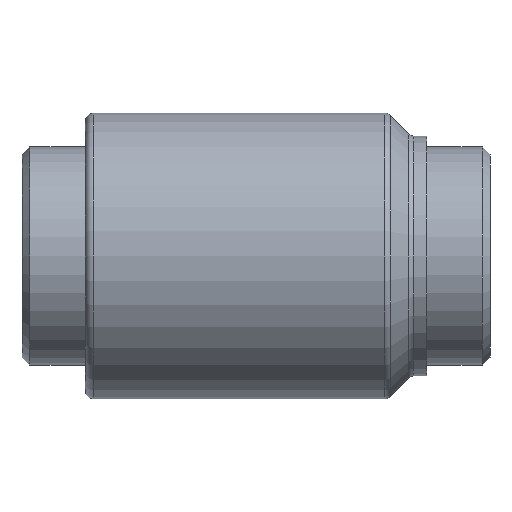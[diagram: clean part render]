
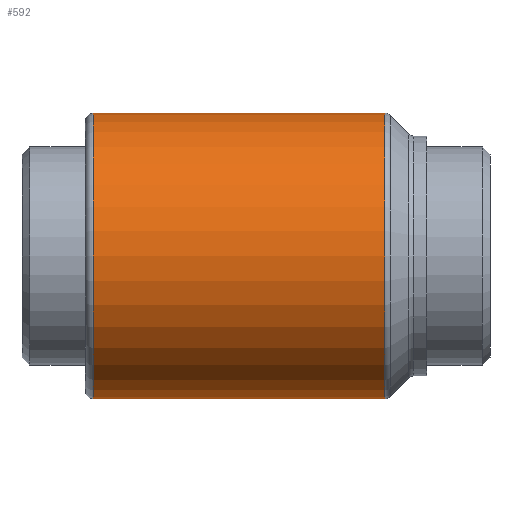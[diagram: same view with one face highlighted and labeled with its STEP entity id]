
A CAD part, front view. The second image highlights one B-rep face of the part: STEP entity #592.
In plain terms, the highlighted cylindrical face has radius 36 mm (diameter 72 mm), a full revolution.
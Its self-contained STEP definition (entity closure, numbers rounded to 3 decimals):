
#93=B_SPLINE_CURVE_WITH_KNOTS('',3,(#963,#964,#965,#966,#967,#968,#969,
#970,#971,#972,#973,#974,#975,#976,#977,#978,#979,#980,#981,#982,#983,#984,
#985,#986,#987,#988,#989,#990,#991,#992,#993,#994,#995,#996,#997,#998,#999,
#1000,#1001,#1002,#1003,#1004,#1005,#1006,#1007,#1008,#1009,#1010,#1011,
#1012,#1013,#1014,#1015,#1016,#1017,#1018,#1019,#1020,#1021,#1022,#1023,
#1024,#1025,#1026,#1027,#1028),.UNSPECIFIED.,.T.,.F.,(4,2,2,2,2,2,2,2,2,
2,2,2,2,2,2,2,2,2,2,2,2,2,2,2,2,2,2,2,2,2,2,2,4),(0.,0.459,
0.919,1.378,1.838,2.293,2.748,
3.203,3.658,4.113,4.568,5.023,
5.478,5.938,6.397,6.856,7.316,
7.775,8.235,8.694,9.154,9.609,
10.064,10.519,10.974,11.429,11.884,
12.339,12.794,13.253,13.713,14.172,
14.632),.UNSPECIFIED.);
#95=CYLINDRICAL_SURFACE('',#645,36.);
#121=FACE_BOUND('',#194,.T.);
#122=FACE_BOUND('',#195,.T.);
#143=FACE_OUTER_BOUND('',#193,.T.);
#193=EDGE_LOOP('',(#437));
#194=EDGE_LOOP('',(#438));
#195=EDGE_LOOP('',(#439));
#257=CIRCLE('',#644,36.);
#258=CIRCLE('',#646,36.);
#303=VERTEX_POINT('',#957);
#304=VERTEX_POINT('',#960);
#305=VERTEX_POINT('',#962);
#356=EDGE_CURVE('',#303,#303,#257,.T.);
#357=EDGE_CURVE('',#304,#304,#258,.T.);
#358=EDGE_CURVE('',#305,#305,#93,.T.);
#437=ORIENTED_EDGE('',*,*,#357,.F.);
#438=ORIENTED_EDGE('',*,*,#358,.T.);
#439=ORIENTED_EDGE('',*,*,#356,.F.);
#592=ADVANCED_FACE('',(#143,#121,#122),#95,.T.);
#644=AXIS2_PLACEMENT_3D('',#958,#746,#747);
#645=AXIS2_PLACEMENT_3D('',#959,#748,#749);
#646=AXIS2_PLACEMENT_3D('',#961,#750,#751);
#746=DIRECTION('center_axis',(1.,0.,0.));
#747=DIRECTION('ref_axis',(0.,-1.,0.));
#748=DIRECTION('center_axis',(1.,0.,0.));
#749=DIRECTION('ref_axis',(0.,1.,0.));
#750=DIRECTION('center_axis',(-1.,0.,0.));
#751=DIRECTION('ref_axis',(0.,-1.,0.));
#957=CARTESIAN_POINT('',(32.443,36.,0.));
#958=CARTESIAN_POINT('Origin',(32.443,0.,0.));
#959=CARTESIAN_POINT('Origin',(-4.875,0.,0.));
#960=CARTESIAN_POINT('',(-41.052,36.,0.));
#961=CARTESIAN_POINT('Origin',(-41.052,0.,0.));
#962=CARTESIAN_POINT('',(0.,27.382,-23.371));
#963=CARTESIAN_POINT('Ctrl Pts',(0.,27.382,
-23.371));
#964=CARTESIAN_POINT('Ctrl Pts',(1.531,27.382,-23.371));
#965=CARTESIAN_POINT('Ctrl Pts',(3.089,27.515,-23.219));
#966=CARTESIAN_POINT('Ctrl Pts',(6.148,28.023,-22.602));
#967=CARTESIAN_POINT('Ctrl Pts',(7.649,28.398,-22.138));
#968=CARTESIAN_POINT('Ctrl Pts',(10.503,29.296,-20.936));
#969=CARTESIAN_POINT('Ctrl Pts',(11.859,29.819,-20.196));
#970=CARTESIAN_POINT('Ctrl Pts',(14.362,30.899,-18.5));
#971=CARTESIAN_POINT('Ctrl Pts',(15.509,31.457,-17.543));
#972=CARTESIAN_POINT('Ctrl Pts',(17.533,32.503,-15.519));
#973=CARTESIAN_POINT('Ctrl Pts',(18.488,33.032,-14.377));
#974=CARTESIAN_POINT('Ctrl Pts',(20.188,34.012,-11.873));
#975=CARTESIAN_POINT('Ctrl Pts',(20.932,34.463,-10.51));
#976=CARTESIAN_POINT('Ctrl Pts',(22.141,35.211,-7.642));
#977=CARTESIAN_POINT('Ctrl Pts',(22.606,35.507,-6.134));
#978=CARTESIAN_POINT('Ctrl Pts',(23.221,35.902,-3.071));
#979=CARTESIAN_POINT('Ctrl Pts',(23.371,36.,-1.517));
#980=CARTESIAN_POINT('Ctrl Pts',(23.371,36.,1.517));
#981=CARTESIAN_POINT('Ctrl Pts',(23.221,35.902,3.071));
#982=CARTESIAN_POINT('Ctrl Pts',(22.606,35.507,6.134));
#983=CARTESIAN_POINT('Ctrl Pts',(22.141,35.211,7.642));
#984=CARTESIAN_POINT('Ctrl Pts',(20.932,34.463,10.51));
#985=CARTESIAN_POINT('Ctrl Pts',(20.188,34.012,11.873));
#986=CARTESIAN_POINT('Ctrl Pts',(18.488,33.032,14.377));
#987=CARTESIAN_POINT('Ctrl Pts',(17.533,32.503,15.519));
#988=CARTESIAN_POINT('Ctrl Pts',(15.509,31.457,17.543));
#989=CARTESIAN_POINT('Ctrl Pts',(14.362,30.899,18.5));
#990=CARTESIAN_POINT('Ctrl Pts',(11.859,29.819,20.196));
#991=CARTESIAN_POINT('Ctrl Pts',(10.503,29.296,20.936));
#992=CARTESIAN_POINT('Ctrl Pts',(7.649,28.398,22.138));
#993=CARTESIAN_POINT('Ctrl Pts',(6.148,28.023,22.602));
#994=CARTESIAN_POINT('Ctrl Pts',(3.089,27.515,23.219));
#995=CARTESIAN_POINT('Ctrl Pts',(1.531,27.382,23.371));
#996=CARTESIAN_POINT('Ctrl Pts',(-1.531,27.382,23.371));
#997=CARTESIAN_POINT('Ctrl Pts',(-3.089,27.515,23.219));
#998=CARTESIAN_POINT('Ctrl Pts',(-6.148,28.023,22.602));
#999=CARTESIAN_POINT('Ctrl Pts',(-7.649,28.398,22.138));
#1000=CARTESIAN_POINT('Ctrl Pts',(-10.503,29.296,20.936));
#1001=CARTESIAN_POINT('Ctrl Pts',(-11.859,29.819,20.196));
#1002=CARTESIAN_POINT('Ctrl Pts',(-14.362,30.899,18.5));
#1003=CARTESIAN_POINT('Ctrl Pts',(-15.509,31.457,17.543));
#1004=CARTESIAN_POINT('Ctrl Pts',(-17.533,32.503,15.519));
#1005=CARTESIAN_POINT('Ctrl Pts',(-18.488,33.032,14.377));
#1006=CARTESIAN_POINT('Ctrl Pts',(-20.188,34.012,11.873));
#1007=CARTESIAN_POINT('Ctrl Pts',(-20.932,34.463,10.51));
#1008=CARTESIAN_POINT('Ctrl Pts',(-22.141,35.211,7.642));
#1009=CARTESIAN_POINT('Ctrl Pts',(-22.606,35.507,6.134));
#1010=CARTESIAN_POINT('Ctrl Pts',(-23.221,35.902,3.071));
#1011=CARTESIAN_POINT('Ctrl Pts',(-23.371,36.,1.517));
#1012=CARTESIAN_POINT('Ctrl Pts',(-23.371,36.,-1.517));
#1013=CARTESIAN_POINT('Ctrl Pts',(-23.221,35.902,-3.071));
#1014=CARTESIAN_POINT('Ctrl Pts',(-22.606,35.507,-6.134));
#1015=CARTESIAN_POINT('Ctrl Pts',(-22.141,35.211,-7.642));
#1016=CARTESIAN_POINT('Ctrl Pts',(-20.932,34.463,-10.51));
#1017=CARTESIAN_POINT('Ctrl Pts',(-20.188,34.012,-11.873));
#1018=CARTESIAN_POINT('Ctrl Pts',(-18.488,33.032,-14.377));
#1019=CARTESIAN_POINT('Ctrl Pts',(-17.533,32.503,-15.519));
#1020=CARTESIAN_POINT('Ctrl Pts',(-15.509,31.457,-17.543));
#1021=CARTESIAN_POINT('Ctrl Pts',(-14.362,30.899,-18.5));
#1022=CARTESIAN_POINT('Ctrl Pts',(-11.859,29.819,-20.196));
#1023=CARTESIAN_POINT('Ctrl Pts',(-10.503,29.296,-20.936));
#1024=CARTESIAN_POINT('Ctrl Pts',(-7.649,28.398,-22.138));
#1025=CARTESIAN_POINT('Ctrl Pts',(-6.148,28.023,-22.602));
#1026=CARTESIAN_POINT('Ctrl Pts',(-3.089,27.515,-23.219));
#1027=CARTESIAN_POINT('Ctrl Pts',(-1.531,27.382,-23.371));
#1028=CARTESIAN_POINT('Ctrl Pts',(0.,27.382,
-23.371));
